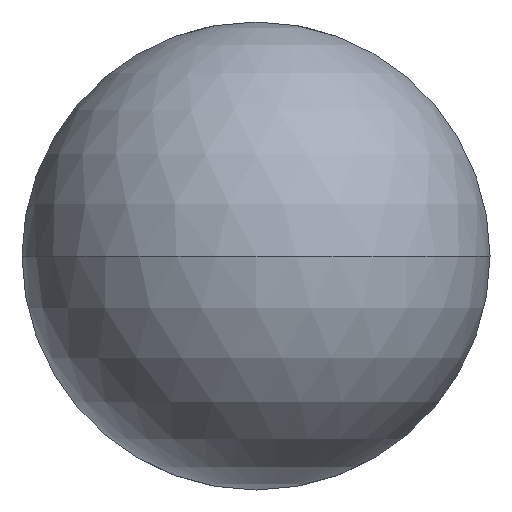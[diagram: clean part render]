
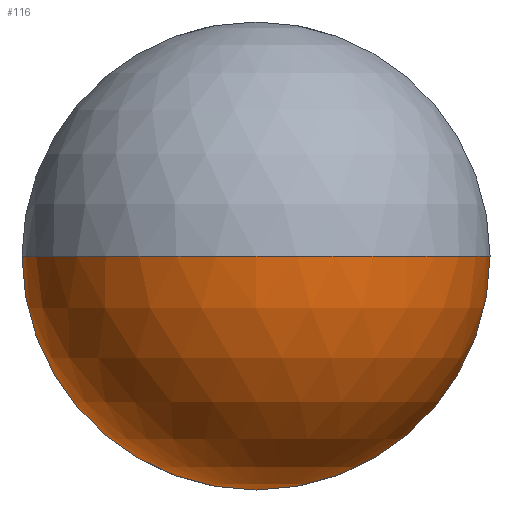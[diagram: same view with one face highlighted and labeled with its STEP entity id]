
A CAD part, front view. The second image highlights one B-rep face of the part: STEP entity #116.
In plain terms, the highlighted spherical face has radius 2.381 mm.
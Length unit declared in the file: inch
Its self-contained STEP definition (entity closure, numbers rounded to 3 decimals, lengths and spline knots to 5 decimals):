
#1 = DIRECTION ( 'NONE',  ( 0., 0., -1. ) ) ;
#8 = AXIS2_PLACEMENT_3D ( 'NONE', #456, #1, #287 ) ;
#9 = CARTESIAN_POINT ( 'NONE',  ( 0., 0.09375, 0. ) ) ;
#13 = AXIS2_PLACEMENT_3D ( 'NONE', #9, #327, #447 ) ;
#32 = DIRECTION ( 'NONE',  ( 0., -1., 0. ) ) ;
#98 = ORIENTED_EDGE ( 'NONE', *, *, #339, .F. ) ;
#101 = VERTEX_POINT ( 'NONE', #336 ) ;
#105 = CIRCLE ( 'NONE', #328, 0.09375 ) ;
#116 = ADVANCED_FACE ( 'NONE', ( #348 ), #491, .T. ) ;
#129 = CARTESIAN_POINT ( 'NONE',  ( 0., 0.09375, 0. ) ) ;
#132 = CARTESIAN_POINT ( 'NONE',  ( -0.09375, 0.09375, 0. ) ) ;
#189 = EDGE_LOOP ( 'NONE', ( #360, #343, #326, #98 ) ) ;
#218 = CIRCLE ( 'NONE', #300, 0.09375 ) ;
#233 = CARTESIAN_POINT ( 'NONE',  ( 0., 0.09375, 0. ) ) ;
#234 = CIRCLE ( 'NONE', #8, 0.09375 ) ;
#248 = DIRECTION ( 'NONE',  ( 0., 0., -1. ) ) ;
#272 = EDGE_CURVE ( 'NONE', #295, #101, #105, .T. ) ;
#287 = DIRECTION ( 'NONE',  ( -1., 0., 0. ) ) ;
#295 = VERTEX_POINT ( 'NONE', #132 ) ;
#300 = AXIS2_PLACEMENT_3D ( 'NONE', #129, #406, #248 ) ;
#309 = CARTESIAN_POINT ( 'NONE',  ( 0.09375, 0.09375, 0. ) ) ;
#326 = ORIENTED_EDGE ( 'NONE', *, *, #460, .T. ) ;
#327 = DIRECTION ( 'NONE',  ( 0., 0., -1. ) ) ;
#328 = AXIS2_PLACEMENT_3D ( 'NONE', #233, #32, #359 ) ;
#336 = CARTESIAN_POINT ( 'NONE',  ( 0., 0.09375, -0.09375 ) ) ;
#339 = EDGE_CURVE ( 'NONE', #295, #391, #483, .T. ) ;
#343 = ORIENTED_EDGE ( 'NONE', *, *, #477, .T. ) ;
#347 = AXIS2_PLACEMENT_3D ( 'NONE', #424, #390, #510 ) ;
#348 = FACE_OUTER_BOUND ( 'NONE', #189, .T. ) ;
#359 = DIRECTION ( 'NONE',  ( 0., 0., -1. ) ) ;
#360 = ORIENTED_EDGE ( 'NONE', *, *, #272, .T. ) ;
#384 = VERTEX_POINT ( 'NONE', #309 ) ;
#390 = DIRECTION ( 'NONE',  ( 0., 0., 1. ) ) ;
#391 = VERTEX_POINT ( 'NONE', #485 ) ;
#406 = DIRECTION ( 'NONE',  ( 0., -1., 0. ) ) ;
#424 = CARTESIAN_POINT ( 'NONE',  ( 0., 0.09375, 0. ) ) ;
#447 = DIRECTION ( 'NONE',  ( -1., 0., 0. ) ) ;
#456 = CARTESIAN_POINT ( 'NONE',  ( 0., 0.09375, 0. ) ) ;
#460 = EDGE_CURVE ( 'NONE', #384, #391, #234, .T. ) ;
#477 = EDGE_CURVE ( 'NONE', #101, #384, #218, .T. ) ;
#483 = CIRCLE ( 'NONE', #347, 0.09375 ) ;
#485 = CARTESIAN_POINT ( 'NONE',  ( 0., 0., 0. ) ) ;
#491 = SPHERICAL_SURFACE ( 'NONE', #13, 0.09375 ) ;
#510 = DIRECTION ( 'NONE',  ( 1., 0., 0. ) ) ;
